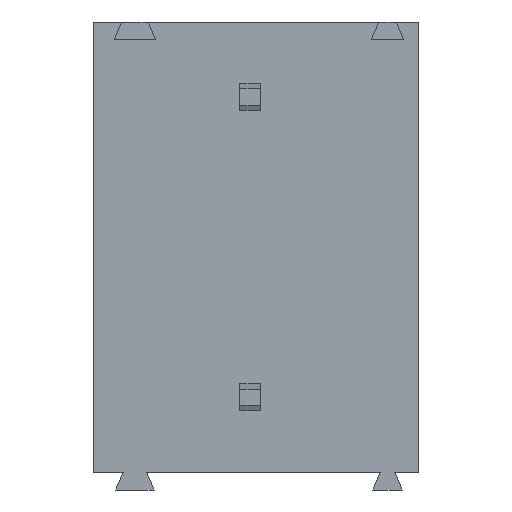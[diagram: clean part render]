
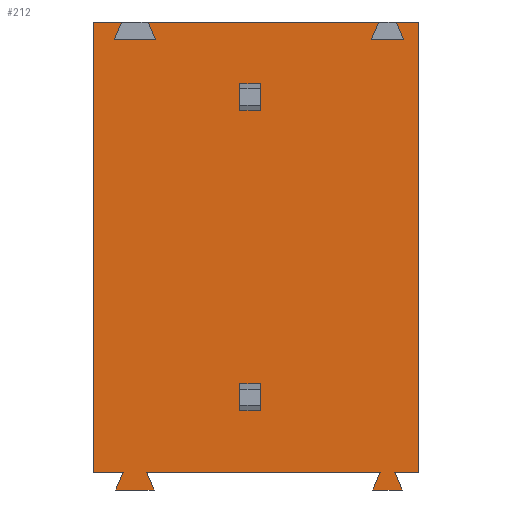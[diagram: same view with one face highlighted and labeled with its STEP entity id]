
A CAD part, front view. The second image highlights one B-rep face of the part: STEP entity #212.
In plain terms, the highlighted planar face has unit normal (0, -1, 0).
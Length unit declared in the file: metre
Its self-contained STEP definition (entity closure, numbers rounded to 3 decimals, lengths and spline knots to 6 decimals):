
#212=ADVANCED_FACE('',(#450,#451,#452),#453,.F.);
#450=FACE_BOUND('',#714,.T.);
#451=FACE_BOUND('',#715,.T.);
#452=FACE_OUTER_BOUND('',#716,.T.);
#453=PLANE('',#717);
#714=EDGE_LOOP('',(#1270,#1271,#1272,#1273));
#715=EDGE_LOOP('',(#1274,#1275,#1276,#1277));
#716=EDGE_LOOP('',(#1278,#1279,#1280,#1281,#1282,#1283,#1284,#1285,#1286,#1287,#1288,#1289,#1290,#1291,#1292,#1293,#1294,#1295,#1296,#1297));
#717=AXIS2_PLACEMENT_3D('',#1298,#1299,#1300);
#1270=ORIENTED_EDGE('',*,*,#1663,.F.);
#1271=ORIENTED_EDGE('',*,*,#1772,.F.);
#1272=ORIENTED_EDGE('',*,*,#1723,.F.);
#1273=ORIENTED_EDGE('',*,*,#1735,.F.);
#1274=ORIENTED_EDGE('',*,*,#1692,.F.);
#1275=ORIENTED_EDGE('',*,*,#1710,.F.);
#1276=ORIENTED_EDGE('',*,*,#1704,.F.);
#1277=ORIENTED_EDGE('',*,*,#1773,.F.);
#1278=ORIENTED_EDGE('',*,*,#1774,.F.);
#1279=ORIENTED_EDGE('',*,*,#1775,.F.);
#1280=ORIENTED_EDGE('',*,*,#1627,.F.);
#1281=ORIENTED_EDGE('',*,*,#1553,.T.);
#1282=ORIENTED_EDGE('',*,*,#1590,.T.);
#1283=ORIENTED_EDGE('',*,*,#1764,.F.);
#1284=ORIENTED_EDGE('',*,*,#1574,.T.);
#1285=ORIENTED_EDGE('',*,*,#1776,.T.);
#1286=ORIENTED_EDGE('',*,*,#1777,.T.);
#1287=ORIENTED_EDGE('',*,*,#1762,.F.);
#1288=ORIENTED_EDGE('',*,*,#1778,.F.);
#1289=ORIENTED_EDGE('',*,*,#1679,.F.);
#1290=ORIENTED_EDGE('',*,*,#1779,.F.);
#1291=ORIENTED_EDGE('',*,*,#1759,.F.);
#1292=ORIENTED_EDGE('',*,*,#1780,.F.);
#1293=ORIENTED_EDGE('',*,*,#1545,.T.);
#1294=ORIENTED_EDGE('',*,*,#1781,.F.);
#1295=ORIENTED_EDGE('',*,*,#1647,.F.);
#1296=ORIENTED_EDGE('',*,*,#1782,.F.);
#1297=ORIENTED_EDGE('',*,*,#1557,.T.);
#1298=CARTESIAN_POINT('',(0.200032,0.129229,-0.01444));
#1299=DIRECTION('',(0.0,1.0,0.0));
#1300=DIRECTION('',(0.0,0.0,1.0));
#1545=EDGE_CURVE('',#1834,#1832,#1835,.T.);
#1553=EDGE_CURVE('',#1850,#1848,#1851,.T.);
#1557=EDGE_CURVE('',#1858,#1856,#1859,.T.);
#1574=EDGE_CURVE('',#1887,#1885,#1888,.T.);
#1590=EDGE_CURVE('',#1848,#1911,#1914,.T.);
#1627=EDGE_CURVE('',#1850,#1973,#1974,.T.);
#1647=EDGE_CURVE('',#2001,#2003,#2004,.T.);
#1663=EDGE_CURVE('',#2028,#2029,#2030,.T.);
#1679=EDGE_CURVE('',#2049,#2051,#2052,.T.);
#1692=EDGE_CURVE('',#2072,#2073,#2074,.T.);
#1704=EDGE_CURVE('',#2089,#2090,#2091,.T.);
#1710=EDGE_CURVE('',#2090,#2072,#2099,.T.);
#1723=EDGE_CURVE('',#2117,#2119,#2120,.T.);
#1735=EDGE_CURVE('',#2029,#2117,#2135,.T.);
#1759=EDGE_CURVE('',#2167,#2169,#2170,.T.);
#1762=EDGE_CURVE('',#2172,#2174,#2175,.T.);
#1764=EDGE_CURVE('',#1887,#1911,#2177,.T.);
#1772=EDGE_CURVE('',#2119,#2028,#2185,.T.);
#1773=EDGE_CURVE('',#2073,#2089,#2186,.T.);
#1774=EDGE_CURVE('',#2187,#1856,#2188,.T.);
#1775=EDGE_CURVE('',#1973,#2187,#2189,.T.);
#1776=EDGE_CURVE('',#1885,#2190,#2191,.T.);
#1777=EDGE_CURVE('',#2190,#2174,#2192,.T.);
#1778=EDGE_CURVE('',#2051,#2172,#2193,.T.);
#1779=EDGE_CURVE('',#2169,#2049,#2194,.T.);
#1780=EDGE_CURVE('',#1834,#2167,#2195,.T.);
#1781=EDGE_CURVE('',#2003,#1832,#2196,.T.);
#1782=EDGE_CURVE('',#1858,#2001,#2197,.T.);
#1832=VERTEX_POINT('',#2251);
#1834=VERTEX_POINT('',#2254);
#1835=LINE('',#2255,#2256);
#1848=VERTEX_POINT('',#2275);
#1850=VERTEX_POINT('',#2278);
#1851=LINE('',#2279,#2280);
#1856=VERTEX_POINT('',#2287);
#1858=VERTEX_POINT('',#2290);
#1859=LINE('',#2291,#2292);
#1885=VERTEX_POINT('',#2326);
#1887=VERTEX_POINT('',#2329);
#1888=LINE('',#2330,#2331);
#1911=VERTEX_POINT('',#2363);
#1914=LINE('',#2367,#2368);
#1973=VERTEX_POINT('',#2452);
#1974=LINE('',#2453,#2454);
#2001=VERTEX_POINT('',#2494);
#2003=VERTEX_POINT('',#2497);
#2004=LINE('',#2498,#2499);
#2028=VERTEX_POINT('',#2534);
#2029=VERTEX_POINT('',#2535);
#2030=LINE('',#2536,#2537);
#2049=VERTEX_POINT('',#2564);
#2051=VERTEX_POINT('',#2567);
#2052=LINE('',#2568,#2569);
#2072=VERTEX_POINT('',#2598);
#2073=VERTEX_POINT('',#2599);
#2074=LINE('',#2600,#2601);
#2089=VERTEX_POINT('',#2624);
#2090=VERTEX_POINT('',#2625);
#2091=LINE('',#2626,#2627);
#2099=LINE('',#2639,#2640);
#2117=VERTEX_POINT('',#2664);
#2119=VERTEX_POINT('',#2667);
#2120=LINE('',#2668,#2669);
#2135=LINE('',#2691,#2692);
#2167=VERTEX_POINT('',#2740);
#2169=VERTEX_POINT('',#2743);
#2170=LINE('',#2744,#2745);
#2172=VERTEX_POINT('',#2748);
#2174=VERTEX_POINT('',#2751);
#2175=LINE('',#2752,#2753);
#2177=LINE('',#2756,#2757);
#2185=LINE('',#2769,#2770);
#2186=LINE('',#2771,#2772);
#2187=VERTEX_POINT('',#2773);
#2188=LINE('',#2774,#2775);
#2189=LINE('',#2776,#2777);
#2190=VERTEX_POINT('',#2778);
#2191=LINE('',#2779,#2780);
#2192=LINE('',#2781,#2782);
#2193=LINE('',#2783,#2784);
#2194=LINE('',#2785,#2786);
#2195=LINE('',#2787,#2788);
#2196=LINE('',#2789,#2790);
#2197=LINE('',#2791,#2792);
#2251=CARTESIAN_POINT('',(0.190832,0.129229,-0.01524));
#2254=CARTESIAN_POINT('',(0.189832,0.129229,-0.01524));
#2255=CARTESIAN_POINT('',(0.200832,0.129229,-0.01524));
#2256=VECTOR('',#2845,1.0);
#2275=CARTESIAN_POINT('',(0.200832,0.129229,-0.01524));
#2278=CARTESIAN_POINT('',(0.200032,0.129229,-0.01524));
#2279=CARTESIAN_POINT('',(0.200832,0.129229,-0.01524));
#2280=VECTOR('',#2853,1.0);
#2287=CARTESIAN_POINT('',(0.199532,0.129229,-0.01524));
#2290=CARTESIAN_POINT('',(0.191632,0.129229,-0.01524));
#2291=CARTESIAN_POINT('',(0.200832,0.129229,-0.01524));
#2292=VECTOR('',#2857,1.0);
#2326=CARTESIAN_POINT('',(0.200332,0.129229,-0.0006));
#2329=CARTESIAN_POINT('',(0.200082,0.129229,0.0));
#2330=CARTESIAN_POINT('',(0.200332,0.129229,-0.0006));
#2331=VECTOR('',#2876,1.0);
#2363=CARTESIAN_POINT('',(0.200832,0.129229,0.0));
#2367=CARTESIAN_POINT('',(0.200832,0.129229,-0.01524));
#2368=VECTOR('',#2890,1.0);
#2452=CARTESIAN_POINT('',(0.200282,0.129229,-0.01584));
#2453=CARTESIAN_POINT('',(0.200282,0.129229,-0.01584));
#2454=VECTOR('',#2925,1.0);
#2494=CARTESIAN_POINT('',(0.191882,0.129229,-0.01584));
#2497=CARTESIAN_POINT('',(0.190582,0.129229,-0.01584));
#2498=CARTESIAN_POINT('',(0.190582,0.129229,-0.01584));
#2499=VECTOR('',#2940,1.0);
#2534=CARTESIAN_POINT('',(0.195482,0.129229,-0.01225));
#2535=CARTESIAN_POINT('',(0.194782,0.129229,-0.01225));
#2536=CARTESIAN_POINT('',(0.195482,0.129229,-0.01225));
#2537=VECTOR('',#2952,1.0);
#2564=CARTESIAN_POINT('',(0.190532,0.129229,-0.0006));
#2567=CARTESIAN_POINT('',(0.191932,0.129229,-0.0006));
#2568=CARTESIAN_POINT('',(0.191932,0.129229,-0.0006));
#2569=VECTOR('',#2968,1.0);
#2598=CARTESIAN_POINT('',(0.194782,0.129229,-0.00209));
#2599=CARTESIAN_POINT('',(0.194782,0.129229,-0.00299));
#2600=CARTESIAN_POINT('',(0.194782,0.129229,-0.00209));
#2601=VECTOR('',#2978,1.0);
#2624=CARTESIAN_POINT('',(0.195482,0.129229,-0.00299));
#2625=CARTESIAN_POINT('',(0.195482,0.129229,-0.00209));
#2626=CARTESIAN_POINT('',(0.195482,0.129229,-0.01444));
#2627=VECTOR('',#2987,1.0);
#2639=CARTESIAN_POINT('',(0.200032,0.129229,-0.00209));
#2640=VECTOR('',#2992,1.0);
#2664=CARTESIAN_POINT('',(0.194782,0.129229,-0.01315));
#2667=CARTESIAN_POINT('',(0.195482,0.129229,-0.01315));
#2668=CARTESIAN_POINT('',(0.194782,0.129229,-0.01315));
#2669=VECTOR('',#3006,1.0);
#2691=CARTESIAN_POINT('',(0.194782,0.129229,-0.01225));
#2692=VECTOR('',#3014,1.0);
#2740=CARTESIAN_POINT('',(0.189832,0.129229,0.0));
#2743=CARTESIAN_POINT('',(0.190782,0.129229,0.0));
#2744=CARTESIAN_POINT('',(0.200832,0.129229,0.0));
#2745=VECTOR('',#3032,1.0);
#2748=CARTESIAN_POINT('',(0.191682,0.129229,0.0));
#2751=CARTESIAN_POINT('',(0.199482,0.129229,0.0));
#2752=CARTESIAN_POINT('',(0.200832,0.129229,0.0));
#2753=VECTOR('',#3035,1.0);
#2756=CARTESIAN_POINT('',(0.200832,0.129229,0.0));
#2757=VECTOR('',#3037,1.0);
#2769=CARTESIAN_POINT('',(0.195482,0.129229,-0.01444));
#2770=VECTOR('',#3042,1.0);
#2771=CARTESIAN_POINT('',(0.200032,0.129229,-0.00299));
#2772=VECTOR('',#3043,1.0);
#2773=CARTESIAN_POINT('',(0.199282,0.129229,-0.01584));
#2774=CARTESIAN_POINT('',(0.199532,0.129229,-0.01524));
#2775=VECTOR('',#3044,1.0);
#2776=CARTESIAN_POINT('',(0.199282,0.129229,-0.01584));
#2777=VECTOR('',#3045,1.0);
#2778=CARTESIAN_POINT('',(0.199232,0.129229,-0.0006));
#2779=CARTESIAN_POINT('',(0.199232,0.129229,-0.0006));
#2780=VECTOR('',#3046,1.0);
#2781=CARTESIAN_POINT('',(0.199482,0.129229,0.0));
#2782=VECTOR('',#3047,1.0);
#2783=CARTESIAN_POINT('',(0.191682,0.129229,0.0));
#2784=VECTOR('',#3048,1.0);
#2785=CARTESIAN_POINT('',(0.190532,0.129229,-0.0006));
#2786=VECTOR('',#3049,1.0);
#2787=CARTESIAN_POINT('',(0.189832,0.129229,-0.01524));
#2788=VECTOR('',#3050,1.0);
#2789=CARTESIAN_POINT('',(0.190832,0.129229,-0.01524));
#2790=VECTOR('',#3051,1.0);
#2791=CARTESIAN_POINT('',(0.191882,0.129229,-0.01584));
#2792=VECTOR('',#3052,1.0);
#2845=DIRECTION('',(1.0,0.0,0.0));
#2853=DIRECTION('',(1.0,0.0,0.0));
#2857=DIRECTION('',(1.0,0.0,0.0));
#2876=DIRECTION('',(0.384,0.,-0.923));
#2890=DIRECTION('',(0.0,0.0,1.0));
#2925=DIRECTION('',(0.384,0.,-0.923));
#2940=DIRECTION('',(-1.0,0.,0.));
#2952=DIRECTION('',(-1.0,0.0,0.0));
#2968=DIRECTION('',(1.0,0.,0.));
#2978=DIRECTION('',(0.0,0.0,-1.0));
#2987=DIRECTION('',(0.0,0.0,1.0));
#2992=DIRECTION('',(-1.0,0.0,0.0));
#3006=DIRECTION('',(1.0,0.0,0.0));
#3014=DIRECTION('',(0.0,0.0,-1.0));
#3032=DIRECTION('',(1.0,0.0,0.0));
#3035=DIRECTION('',(1.0,0.0,0.0));
#3037=DIRECTION('',(1.0,0.0,0.0));
#3042=DIRECTION('',(0.0,0.0,1.0));
#3043=DIRECTION('',(1.0,0.0,0.0));
#3044=DIRECTION('',(0.384,0.,0.923));
#3045=DIRECTION('',(-1.0,0.,0.));
#3046=DIRECTION('',(-1.0,0.,0.));
#3047=DIRECTION('',(0.384,0.,0.923));
#3048=DIRECTION('',(-0.384,0.,0.923));
#3049=DIRECTION('',(-0.384,0.,-0.923));
#3050=DIRECTION('',(0.0,0.0,1.0));
#3051=DIRECTION('',(0.384,0.,0.923));
#3052=DIRECTION('',(0.384,0.,-0.923));
